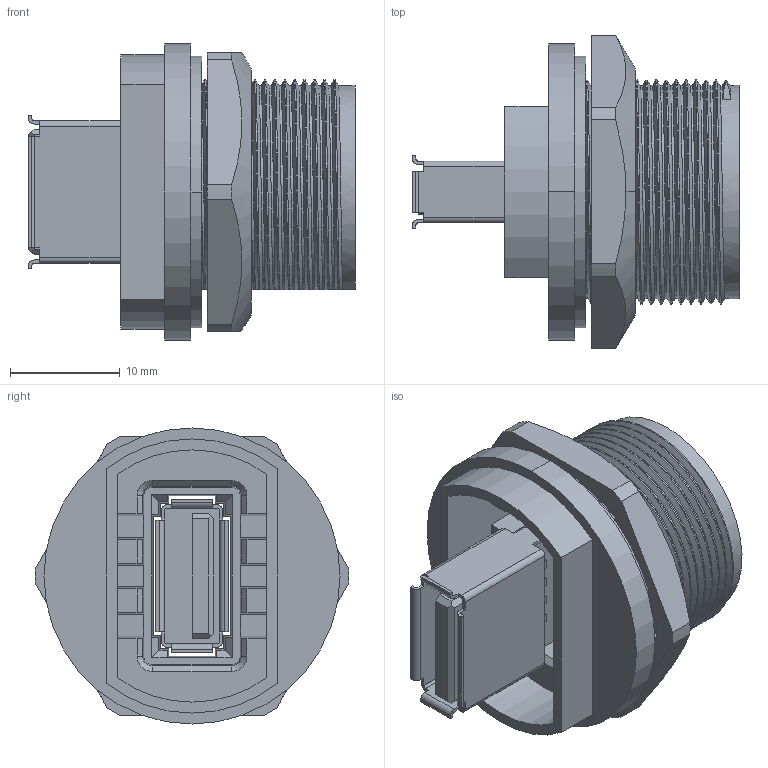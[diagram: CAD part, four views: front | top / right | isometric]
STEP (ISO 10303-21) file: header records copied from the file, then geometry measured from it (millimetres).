
FILE_DESCRIPTION(/* description */ (''),/* implementation_level */ '2;1');
FILE_NAME(/* name */ 'E13U3-TF-F--F.stp',/* time_stamp */ '2022-10-19T11:24:32+08:00',/* author */ (''),/* organization */ (''),/* preprocessor_version */ 'ST-DEVELOPER v16.7',/* originating_system */ 'SIEMENS PLM Software NX 1847',/* authorisation */ '');
FILE_SCHEMA (('AUTOMOTIVE_DESIGN { 1 0 10303 214 3 1 1 1 }'));
Length unit declared in the file: millimetre
Products named in the file (5): USB 双母头插头; USB 板后座子; E13 座子防水垫片 ∅24.8X∅2
0.6-1; E13 塑胶六角螺母; E13U3-TF-F--F
Assembly tree (4 placements, depth 2):
  E13U3-TF-F--F
    E13 塑胶六角螺母
    E13 座子防水垫片 ∅24.8X∅2
0.6-1
    USB 板后座子
    USB 双母头插头
Bounding box: 29.8 x 28.6 x 27 mm (x, y, z)
Volume: 5627.2 mm3; surface area: 8091.5 mm2
Topology: 4 solids, 4 shells, 594 faces, 1669 edges, 1100 vertices
Faces by surface type: plane 430, cylinder 85, bspline 63, cone 16
Entity records: 37032 total; most frequent: CARTESIAN_POINT 22003, ORIENTED_EDGE 3338, DIRECTION 2699, EDGE_CURVE 1669, LINE 1325, VECTOR 1325, VERTEX_POINT 1100, AXIS2_PLACEMENT_3D 687
